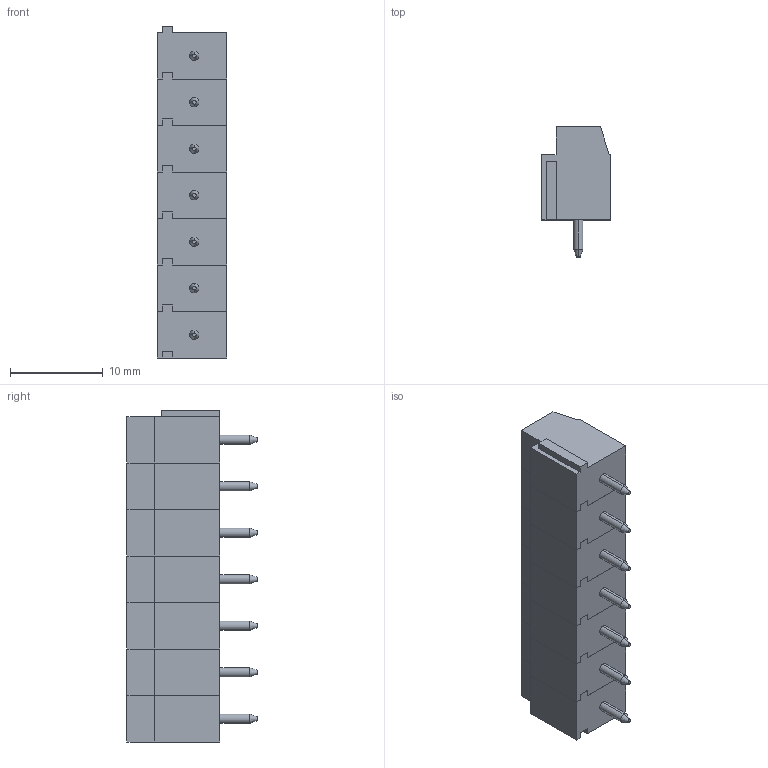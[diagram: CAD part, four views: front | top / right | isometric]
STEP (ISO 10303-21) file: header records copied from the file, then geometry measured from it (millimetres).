
FILE_DESCRIPTION (( 'STEP AP214' ), '1' );
FILE_NAME ('KRM07.STEP', '2015-04-06T09:49:43', ( '' ), ( '' ), 'SwSTEP 2.0', 'SolidWorks 2014', '' );
FILE_SCHEMA (( 'AUTOMOTIVE_DESIGN' ));
Length unit declared in the file: millimetre
Products named in the file (2): krm_Single; KRM07
Assembly tree (7 placements, depth 2):
  KRM07
    krm_Single  x7
Bounding box: 7.5 x 14 x 35.7 mm (x, y, z)
Volume: 2006.2 mm3; surface area: 2903.2 mm2
Topology: 7 solids, 7 shells, 315 faces, 833 edges, 546 vertices
Faces by surface type: plane 252, cylinder 35, cone 28
Entity records: 1939 total; most frequent: CARTESIAN_POINT 264, DIRECTION 245, ORIENTED_EDGE 238, EDGE_CURVE 119, LINE 95, VECTOR 95, VERTEX_POINT 78, AXIS2_PLACEMENT_3D 75
